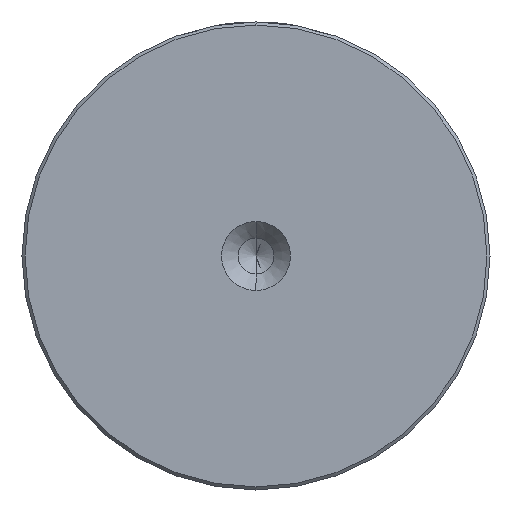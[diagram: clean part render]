
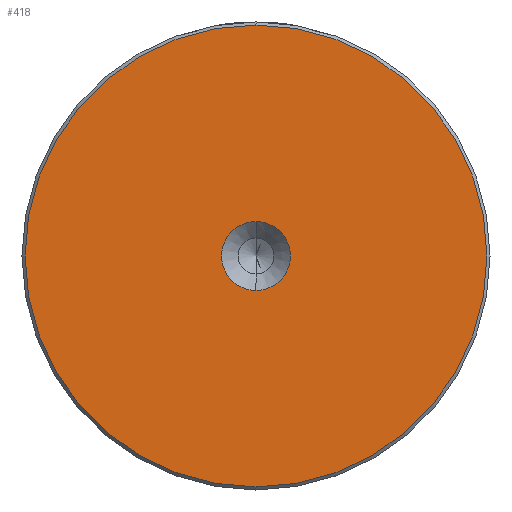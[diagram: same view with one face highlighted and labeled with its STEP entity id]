
A CAD part, left-side view. The second image highlights one B-rep face of the part: STEP entity #418.
In plain terms, the highlighted planar face has unit normal (-1, 0, 0).
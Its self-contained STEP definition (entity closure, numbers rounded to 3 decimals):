
#86 = DIRECTION ( 'NONE',  ( 0., 0., 1. ) ) ;
#98 = AXIS2_PLACEMENT_3D ( 'NONE', #173, #1650, #394 ) ;
#173 = CARTESIAN_POINT ( 'NONE',  ( 0., 0., 0. ) ) ;
#258 = VERTEX_POINT ( 'NONE', #1172 ) ;
#298 = EDGE_CURVE ( 'NONE', #258, #2672, #2238, .T. ) ;
#394 = DIRECTION ( 'NONE',  ( 0., 0., 1. ) ) ;
#418 = ADVANCED_FACE ( 'NONE', ( #1923, #2392 ), #2245, .T. ) ;
#452 = AXIS2_PLACEMENT_3D ( 'NONE', #2563, #1343, #86 ) ;
#454 = AXIS2_PLACEMENT_3D ( 'NONE', #2121, #1838, #1828 ) ;
#721 = DIRECTION ( 'NONE',  ( 0., 0., 1. ) ) ;
#730 = DIRECTION ( 'NONE',  ( -1., 0., 0. ) ) ;
#740 = CARTESIAN_POINT ( 'NONE',  ( 0., 0., 0. ) ) ;
#872 = CIRCLE ( 'NONE', #2079, 5.6 ) ;
#905 = DIRECTION ( 'NONE',  ( -1., 0., 0. ) ) ;
#908 = VERTEX_POINT ( 'NONE', #1810 ) ;
#1172 = CARTESIAN_POINT ( 'NONE',  ( 0., 0., -37.5 ) ) ;
#1224 = CARTESIAN_POINT ( 'NONE',  ( 0., 0., 37.5 ) ) ;
#1343 = DIRECTION ( 'NONE',  ( -1., 0., 0. ) ) ;
#1384 = EDGE_LOOP ( 'NONE', ( #2265, #1575 ) ) ;
#1389 = CIRCLE ( 'NONE', #452, 37.5 ) ;
#1400 = VERTEX_POINT ( 'NONE', #1547 ) ;
#1547 = CARTESIAN_POINT ( 'NONE',  ( 0., 0., 5.6 ) ) ;
#1575 = ORIENTED_EDGE ( 'NONE', *, *, #2282, .F. ) ;
#1621 = AXIS2_PLACEMENT_3D ( 'NONE', #740, #730, #721 ) ;
#1650 = DIRECTION ( 'NONE',  ( -1., 0., 0. ) ) ;
#1708 = EDGE_CURVE ( 'NONE', #1400, #908, #872, .T. ) ;
#1810 = CARTESIAN_POINT ( 'NONE',  ( 0., 0., -5.6 ) ) ;
#1828 = DIRECTION ( 'NONE',  ( 0., 0., 1. ) ) ;
#1838 = DIRECTION ( 'NONE',  ( -1., 0., 0. ) ) ;
#1923 = FACE_OUTER_BOUND ( 'NONE', #2382, .T. ) ;
#2045 = EDGE_CURVE ( 'NONE', #2672, #258, #1389, .T. ) ;
#2079 = AXIS2_PLACEMENT_3D ( 'NONE', #2146, #905, #2353 ) ;
#2121 = CARTESIAN_POINT ( 'NONE',  ( 0., 0., 0. ) ) ;
#2144 = ORIENTED_EDGE ( 'NONE', *, *, #298, .T. ) ;
#2146 = CARTESIAN_POINT ( 'NONE',  ( 0., 0., 0. ) ) ;
#2238 = CIRCLE ( 'NONE', #1621, 37.5 ) ;
#2245 = PLANE ( 'NONE',  #454 ) ;
#2265 = ORIENTED_EDGE ( 'NONE', *, *, #1708, .F. ) ;
#2282 = EDGE_CURVE ( 'NONE', #908, #1400, #2515, .T. ) ;
#2353 = DIRECTION ( 'NONE',  ( 0., 0., 1. ) ) ;
#2382 = EDGE_LOOP ( 'NONE', ( #2144, #2523 ) ) ;
#2392 = FACE_BOUND ( 'NONE', #1384, .T. ) ;
#2515 = CIRCLE ( 'NONE', #98, 5.6 ) ;
#2523 = ORIENTED_EDGE ( 'NONE', *, *, #2045, .T. ) ;
#2563 = CARTESIAN_POINT ( 'NONE',  ( 0., 0., 0. ) ) ;
#2672 = VERTEX_POINT ( 'NONE', #1224 ) ;
